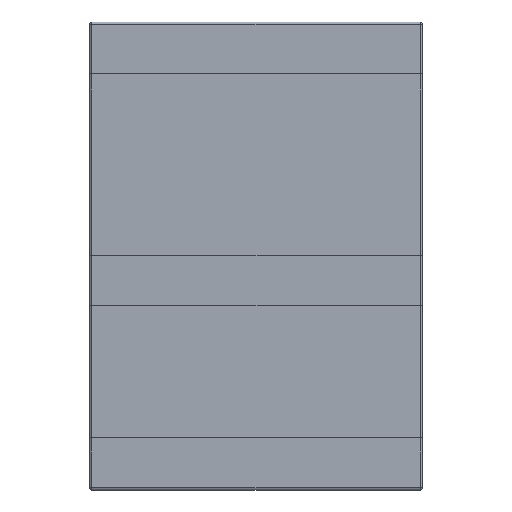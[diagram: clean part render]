
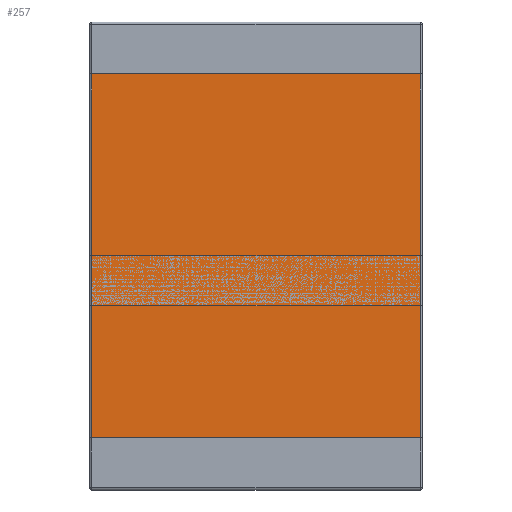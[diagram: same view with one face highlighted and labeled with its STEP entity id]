
A CAD part, top view. The second image highlights one B-rep face of the part: STEP entity #257.
In plain terms, the highlighted planar face has unit normal (0, 0, 1).
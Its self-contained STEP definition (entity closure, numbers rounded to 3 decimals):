
#257 = ADVANCED_FACE( '', ( #414 ), #415, .T. );
#414 = FACE_OUTER_BOUND( '', #488, .T. );
#415 = PLANE( '', #489 );
#488 = EDGE_LOOP( '', ( #592, #593, #594, #595 ) );
#489 = AXIS2_PLACEMENT_3D( '', #596, #597, #598 );
#592 = ORIENTED_EDGE( '', *, *, #757, .T. );
#593 = ORIENTED_EDGE( '', *, *, #756, .T. );
#594 = ORIENTED_EDGE( '', *, *, #758, .T. );
#595 = ORIENTED_EDGE( '', *, *, #759, .T. );
#596 = CARTESIAN_POINT( '', ( -1.6, -1.75, 0.75 ) );
#597 = DIRECTION( '', ( 0., 0., 1. ) );
#598 = DIRECTION( '', ( 1., 0., 0. ) );
#756 = EDGE_CURVE( '', #850, #852, #854, .T. );
#757 = EDGE_CURVE( '', #855, #850, #856, .T. );
#758 = EDGE_CURVE( '', #852, #857, #858, .T. );
#759 = EDGE_CURVE( '', #857, #855, #859, .T. );
#850 = VERTEX_POINT( '', #894 );
#852 = VERTEX_POINT( '', #896 );
#854 = LINE( '', #898, #899 );
#855 = VERTEX_POINT( '', #900 );
#856 = LINE( '', #901, #902 );
#857 = VERTEX_POINT( '', #903 );
#858 = LINE( '', #904, #905 );
#859 = LINE( '', #906, #907 );
#894 = CARTESIAN_POINT( '', ( -1.58, 1.75, 0.75 ) );
#896 = CARTESIAN_POINT( '', ( -1.58, -1.75, 0.75 ) );
#898 = CARTESIAN_POINT( '', ( -1.58, -1.75, 0.75 ) );
#899 = VECTOR( '', #948, 1000. );
#900 = CARTESIAN_POINT( '', ( 1.58, 1.75, 0.75 ) );
#901 = CARTESIAN_POINT( '', ( 1.6, 1.75, 0.75 ) );
#902 = VECTOR( '', #949, 1000. );
#903 = CARTESIAN_POINT( '', ( 1.58, -1.75, 0.75 ) );
#904 = CARTESIAN_POINT( '', ( -1.6, -1.75, 0.75 ) );
#905 = VECTOR( '', #950, 1000. );
#906 = CARTESIAN_POINT( '', ( 1.58, 1.75, 0.75 ) );
#907 = VECTOR( '', #951, 1000. );
#948 = DIRECTION( '', ( 0., -1., 0. ) );
#949 = DIRECTION( '', ( -1., 0., 0. ) );
#950 = DIRECTION( '', ( 1., 0., 0. ) );
#951 = DIRECTION( '', ( 0., 1., 0. ) );
